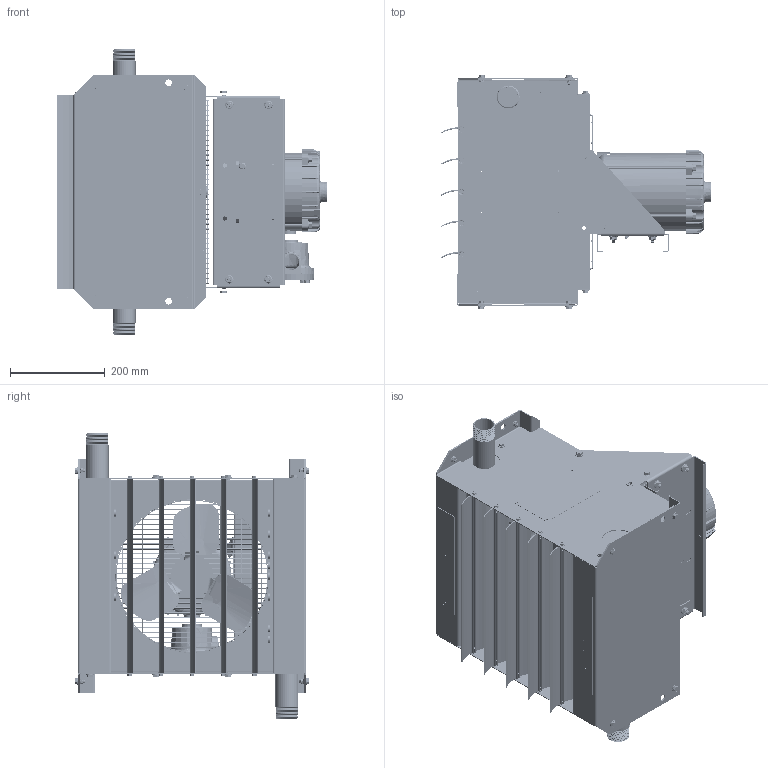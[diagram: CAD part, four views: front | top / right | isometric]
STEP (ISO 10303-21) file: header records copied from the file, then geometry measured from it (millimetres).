
FILE_DESCRIPTION (( 'STEP AP214' ), '1' );
FILE_NAME ('HHP2-12-GA.STEP', '2018-02-13T22:01:03', ( 'jose' ), ( 'Microsoft' ), 'SwSTEP 2.0', 'SolidWorks 2018', '' );
FILE_SCHEMA (( 'AUTOMOTIVE_DESIGN' ));
Length unit declared in the file: inch
Products named in the file (1): HHP2-12-GA
Bounding box: 572.61 x 494.85 x 606.42 mm (x, y, z)
Surface area: 3162369.7 mm2 (no closed solid volume)
Topology: 0 solids, 414 shells, 3273 faces, 10509 edges, 7273 vertices
Faces by surface type: plane 1018, cylinder 996, cone 688, torus 442, bspline 129
Entity records: 174251 total; most frequent: CARTESIAN_POINT 42348, DIRECTION 19025, ORIENTED_EDGE 16403, EDGE_CURVE 10507, AXIS2_PLACEMENT_3D 7490, VERTEX_POINT 7273, CIRCLE 4345, LINE 4045
